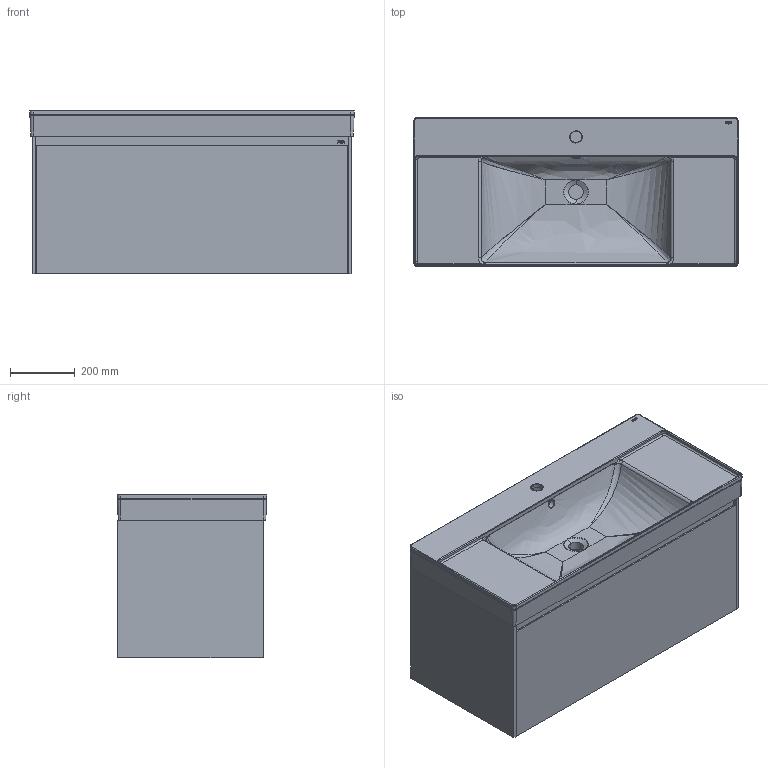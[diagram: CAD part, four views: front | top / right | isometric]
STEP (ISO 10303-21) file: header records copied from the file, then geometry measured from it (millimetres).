
FILE_DESCRIPTION(/* description */ (''),/* implementation_level */ '2;1');
FILE_NAME(/* name */ 'STEP - A8525095.._20795',/* time_stamp */ '2024-10-24T16:05:30+11:00',/* author */ (''),/* organization */ (''),/* preprocessor_version */ 'ST-DEVELOPER v16.5',/* originating_system */ 'Rhino 7.37',/* authorisation */ '');
FILE_SCHEMA (('CONFIG_CONTROL_DESIGN'));
Length unit declared in the file: millimetre
Products named in the file (4): Document; Roca Ona 1000 SLIM (Centre); Roca Ona SLIM 1000; Roca ONA 1000C BASIN
Assembly tree (3 placements, depth 3):
  Document
    Roca Ona 1000 SLIM (Centre)
      Roca Ona SLIM 1000
      Roca ONA 1000C BASIN
Bounding box: 1000 x 460 x 505 mm (x, y, z)
Volume: 27633691.2 mm3; surface area: 5354718.5 mm2
Topology: 8 solids, 9 shells, 302 faces, 1017 edges, 629 vertices
Faces by surface type: plane 158, bspline 82, cylinder 62
Entity records: 17626 total; most frequent: CARTESIAN_POINT 10473, ORIENTED_EDGE 1743, EDGE_CURVE 1008, B_SPLINE_CURVE_WITH_KNOTS 749, VERTEX_POINT 629, EDGE_LOOP 326, ADVANCED_FACE 302, FACE_OUTER_BOUND 302
